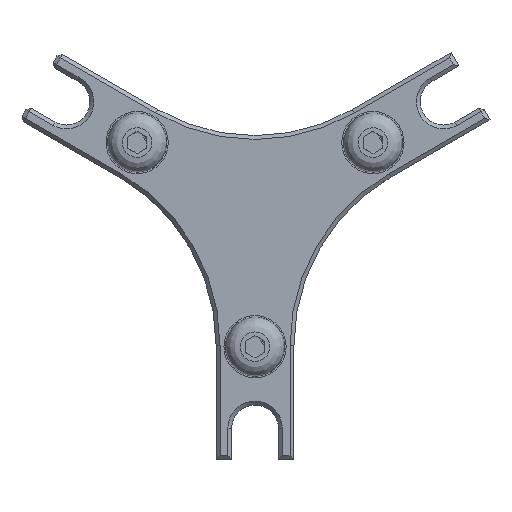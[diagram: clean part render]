
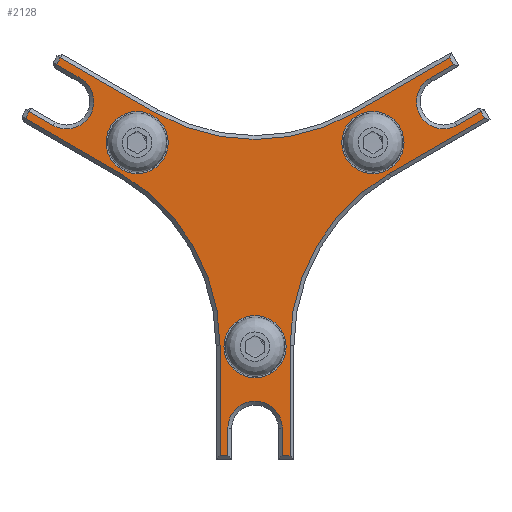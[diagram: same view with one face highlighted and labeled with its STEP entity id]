
A CAD part, top view. The second image highlights one B-rep face of the part: STEP entity #2128.
In plain terms, the highlighted planar face has unit normal (0, 0, 1).
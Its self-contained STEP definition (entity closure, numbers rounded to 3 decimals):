
#86=FACE_BOUND('',#851,.T.);
#87=FACE_BOUND('',#852,.T.);
#88=FACE_BOUND('',#853,.T.);
#169=PLANE('',#2386);
#208=LINE('',#3243,#415);
#210=LINE('',#3247,#417);
#228=LINE('',#3287,#435);
#231=LINE('',#3296,#438);
#246=LINE('',#3326,#453);
#280=LINE('',#3402,#487);
#284=LINE('',#3412,#491);
#290=LINE('',#3424,#497);
#294=LINE('',#3433,#501);
#298=LINE('',#3443,#505);
#300=LINE('',#3448,#507);
#303=LINE('',#3454,#510);
#306=LINE('',#3463,#513);
#309=LINE('',#3469,#516);
#316=LINE('',#3484,#523);
#319=LINE('',#3493,#526);
#331=LINE('',#3520,#538);
#341=LINE('',#3547,#548);
#415=VECTOR('',#2555,10.);
#417=VECTOR('',#2559,10.);
#435=VECTOR('',#2595,10.);
#438=VECTOR('',#2606,10.);
#453=VECTOR('',#2633,10.);
#487=VECTOR('',#2703,10.);
#491=VECTOR('',#2715,10.);
#497=VECTOR('',#2727,10.);
#501=VECTOR('',#2733,10.);
#505=VECTOR('',#2745,10.);
#507=VECTOR('',#2749,10.);
#510=VECTOR('',#2754,10.);
#513=VECTOR('',#2765,10.);
#516=VECTOR('',#2770,10.);
#523=VECTOR('',#2781,10.);
#526=VECTOR('',#2792,10.);
#538=VECTOR('',#2818,10.);
#548=VECTOR('',#2846,10.);
#715=FACE_OUTER_BOUND('',#850,.T.);
#850=EDGE_LOOP('',(#1857,#1858,#1859,#1860,#1861,#1862,#1863,#1864,#1865,
#1866,#1867,#1868,#1869,#1870,#1871,#1872,#1873,#1874,#1875,#1876,#1877,
#1878,#1879,#1880));
#851=EDGE_LOOP('',(#1881,#1882));
#852=EDGE_LOOP('',(#1883,#1884));
#853=EDGE_LOOP('',(#1885,#1886));
#914=CIRCLE('',#2292,25.5);
#920=CIRCLE('',#2320,3.5);
#922=CIRCLE('',#2328,25.5);
#924=CIRCLE('',#2334,3.5);
#926=CIRCLE('',#2341,25.5);
#932=CIRCLE('',#2357,3.5);
#939=CIRCLE('',#2387,4.);
#940=CIRCLE('',#2388,4.);
#941=CIRCLE('',#2389,4.);
#942=CIRCLE('',#2390,4.);
#943=CIRCLE('',#2391,4.);
#944=CIRCLE('',#2392,4.);
#1006=VERTEX_POINT('',#3240);
#1007=VERTEX_POINT('',#3242);
#1008=VERTEX_POINT('',#3246);
#1018=VERTEX_POINT('',#3275);
#1021=VERTEX_POINT('',#3285);
#1023=VERTEX_POINT('',#3291);
#1031=VERTEX_POINT('',#3317);
#1041=VERTEX_POINT('',#3352);
#1053=VERTEX_POINT('',#3390);
#1056=VERTEX_POINT('',#3400);
#1058=VERTEX_POINT('',#3406);
#1060=VERTEX_POINT('',#3415);
#1064=VERTEX_POINT('',#3430);
#1065=VERTEX_POINT('',#3432);
#1067=VERTEX_POINT('',#3437);
#1069=VERTEX_POINT('',#3447);
#1071=VERTEX_POINT('',#3452);
#1073=VERTEX_POINT('',#3458);
#1075=VERTEX_POINT('',#3468);
#1080=VERTEX_POINT('',#3481);
#1081=VERTEX_POINT('',#3483);
#1083=VERTEX_POINT('',#3488);
#1091=VERTEX_POINT('',#3519);
#1099=VERTEX_POINT('',#3542);
#1109=VERTEX_POINT('',#3608);
#1110=VERTEX_POINT('',#3609);
#1111=VERTEX_POINT('',#3612);
#1112=VERTEX_POINT('',#3613);
#1113=VERTEX_POINT('',#3616);
#1114=VERTEX_POINT('',#3617);
#1196=EDGE_CURVE('',#1006,#1007,#208,.T.);
#1198=EDGE_CURVE('',#1007,#1008,#210,.T.);
#1218=EDGE_CURVE('',#1021,#1018,#228,.T.);
#1221=EDGE_CURVE('',#1023,#1021,#914,.T.);
#1223=EDGE_CURVE('',#1008,#1023,#231,.T.);
#1238=EDGE_CURVE('',#1018,#1031,#246,.T.);
#1276=EDGE_CURVE('',#1056,#1053,#280,.T.);
#1279=EDGE_CURVE('',#1058,#1056,#920,.T.);
#1282=EDGE_CURVE('',#1031,#1058,#284,.T.);
#1288=EDGE_CURVE('',#1053,#1060,#290,.T.);
#1292=EDGE_CURVE('',#1064,#1065,#294,.T.);
#1295=EDGE_CURVE('',#1067,#1064,#922,.T.);
#1298=EDGE_CURVE('',#1060,#1067,#298,.T.);
#1300=EDGE_CURVE('',#1065,#1069,#300,.T.);
#1303=EDGE_CURVE('',#1071,#1041,#303,.T.);
#1306=EDGE_CURVE('',#1073,#1071,#924,.T.);
#1308=EDGE_CURVE('',#1069,#1073,#306,.T.);
#1311=EDGE_CURVE('',#1041,#1075,#309,.T.);
#1318=EDGE_CURVE('',#1080,#1081,#316,.T.);
#1321=EDGE_CURVE('',#1083,#1080,#926,.T.);
#1323=EDGE_CURVE('',#1075,#1083,#319,.T.);
#1337=EDGE_CURVE('',#1081,#1091,#331,.T.);
#1349=EDGE_CURVE('',#1099,#1006,#932,.T.);
#1351=EDGE_CURVE('',#1091,#1099,#341,.T.);
#1381=EDGE_CURVE('',#1109,#1110,#939,.T.);
#1382=EDGE_CURVE('',#1110,#1109,#940,.T.);
#1383=EDGE_CURVE('',#1111,#1112,#941,.T.);
#1384=EDGE_CURVE('',#1112,#1111,#942,.T.);
#1385=EDGE_CURVE('',#1113,#1114,#943,.T.);
#1386=EDGE_CURVE('',#1114,#1113,#944,.T.);
#1857=ORIENTED_EDGE('',*,*,#1318,.F.);
#1858=ORIENTED_EDGE('',*,*,#1321,.F.);
#1859=ORIENTED_EDGE('',*,*,#1323,.F.);
#1860=ORIENTED_EDGE('',*,*,#1311,.F.);
#1861=ORIENTED_EDGE('',*,*,#1303,.F.);
#1862=ORIENTED_EDGE('',*,*,#1306,.F.);
#1863=ORIENTED_EDGE('',*,*,#1308,.F.);
#1864=ORIENTED_EDGE('',*,*,#1300,.F.);
#1865=ORIENTED_EDGE('',*,*,#1292,.F.);
#1866=ORIENTED_EDGE('',*,*,#1295,.F.);
#1867=ORIENTED_EDGE('',*,*,#1298,.F.);
#1868=ORIENTED_EDGE('',*,*,#1288,.F.);
#1869=ORIENTED_EDGE('',*,*,#1276,.F.);
#1870=ORIENTED_EDGE('',*,*,#1279,.F.);
#1871=ORIENTED_EDGE('',*,*,#1282,.F.);
#1872=ORIENTED_EDGE('',*,*,#1238,.F.);
#1873=ORIENTED_EDGE('',*,*,#1218,.F.);
#1874=ORIENTED_EDGE('',*,*,#1221,.F.);
#1875=ORIENTED_EDGE('',*,*,#1223,.F.);
#1876=ORIENTED_EDGE('',*,*,#1198,.F.);
#1877=ORIENTED_EDGE('',*,*,#1196,.F.);
#1878=ORIENTED_EDGE('',*,*,#1349,.F.);
#1879=ORIENTED_EDGE('',*,*,#1351,.F.);
#1880=ORIENTED_EDGE('',*,*,#1337,.F.);
#1881=ORIENTED_EDGE('',*,*,#1381,.T.);
#1882=ORIENTED_EDGE('',*,*,#1382,.T.);
#1883=ORIENTED_EDGE('',*,*,#1383,.T.);
#1884=ORIENTED_EDGE('',*,*,#1384,.T.);
#1885=ORIENTED_EDGE('',*,*,#1385,.T.);
#1886=ORIENTED_EDGE('',*,*,#1386,.T.);
#2128=ADVANCED_FACE('',(#715,#86,#87,#88),#169,.T.);
#2292=AXIS2_PLACEMENT_3D('',#3293,#2600,#2601);
#2320=AXIS2_PLACEMENT_3D('',#3408,#2708,#2709);
#2328=AXIS2_PLACEMENT_3D('',#3439,#2738,#2739);
#2334=AXIS2_PLACEMENT_3D('',#3460,#2759,#2760);
#2341=AXIS2_PLACEMENT_3D('',#3490,#2786,#2787);
#2357=AXIS2_PLACEMENT_3D('',#3544,#2840,#2841);
#2386=AXIS2_PLACEMENT_3D('',#3607,#2923,#2924);
#2387=AXIS2_PLACEMENT_3D('',#3610,#2925,#2926);
#2388=AXIS2_PLACEMENT_3D('',#3611,#2927,#2928);
#2389=AXIS2_PLACEMENT_3D('',#3614,#2929,#2930);
#2390=AXIS2_PLACEMENT_3D('',#3615,#2931,#2932);
#2391=AXIS2_PLACEMENT_3D('',#3618,#2933,#2934);
#2392=AXIS2_PLACEMENT_3D('',#3619,#2935,#2936);
#2555=DIRECTION('',(0.5,-0.866,0.));
#2559=DIRECTION('',(-0.866,-0.5,0.));
#2595=DIRECTION('',(-1.,0.,0.));
#2600=DIRECTION('center_axis',(0.,0.,1.));
#2601=DIRECTION('ref_axis',(0.866,0.5,0.));
#2606=DIRECTION('',(-0.5,0.866,0.));
#2633=DIRECTION('',(0.,1.,0.));
#2703=DIRECTION('',(-1.,0.,0.));
#2708=DIRECTION('center_axis',(0.,0.,1.));
#2709=DIRECTION('ref_axis',(0.,-1.,0.));
#2715=DIRECTION('',(1.,0.,0.));
#2727=DIRECTION('',(0.,1.,0.));
#2733=DIRECTION('',(0.5,0.866,0.));
#2738=DIRECTION('center_axis',(0.,0.,1.));
#2739=DIRECTION('ref_axis',(0.,-1.,0.));
#2745=DIRECTION('',(1.,0.,0.));
#2749=DIRECTION('',(0.866,-0.5,0.));
#2754=DIRECTION('',(0.5,0.866,0.));
#2759=DIRECTION('center_axis',(0.,0.,1.));
#2760=DIRECTION('ref_axis',(-0.866,0.5,0.));
#2765=DIRECTION('',(-0.5,-0.866,0.));
#2770=DIRECTION('',(0.866,-0.5,0.));
#2781=DIRECTION('',(0.5,-0.866,0.));
#2786=DIRECTION('center_axis',(0.,0.,1.));
#2787=DIRECTION('ref_axis',(-0.866,0.5,0.));
#2792=DIRECTION('',(-0.5,-0.866,0.));
#2818=DIRECTION('',(-0.866,-0.5,0.));
#2840=DIRECTION('center_axis',(0.,0.,1.));
#2841=DIRECTION('ref_axis',(0.866,0.5,0.));
#2846=DIRECTION('',(-0.5,0.866,0.));
#2923=DIRECTION('center_axis',(0.,0.,1.));
#2924=DIRECTION('ref_axis',(1.,0.,0.));
#2925=DIRECTION('center_axis',(0.,0.,-1.));
#2926=DIRECTION('ref_axis',(1.,0.,0.));
#2927=DIRECTION('center_axis',(0.,0.,-1.));
#2928=DIRECTION('ref_axis',(1.,0.,0.));
#2929=DIRECTION('center_axis',(0.,0.,-1.));
#2930=DIRECTION('ref_axis',(1.,0.,0.));
#2931=DIRECTION('center_axis',(0.,0.,-1.));
#2932=DIRECTION('ref_axis',(1.,0.,0.));
#2933=DIRECTION('center_axis',(0.,0.,-1.));
#2934=DIRECTION('ref_axis',(1.,0.,0.));
#2935=DIRECTION('center_axis',(0.,0.,-1.));
#2936=DIRECTION('ref_axis',(1.,0.,0.));
#3240=CARTESIAN_POINT('',(10.969,-25.999,4.));
#3242=CARTESIAN_POINT('',(12.719,-29.03,4.));
#3243=CARTESIAN_POINT('',(4.969,-15.606,4.));
#3246=CARTESIAN_POINT('',(11.853,-29.53,4.));
#3247=CARTESIAN_POINT('',(13.585,-28.53,4.));
#3275=CARTESIAN_POINT('',(-31.5,-4.5,4.));
#3285=CARTESIAN_POINT('',(-17.321,-4.5,4.));
#3287=CARTESIAN_POINT('',(-16.,-4.5,4.));
#3291=CARTESIAN_POINT('',(4.763,-17.25,4.));
#3293=CARTESIAN_POINT('Origin',(-17.321,-30.,4.));
#3296=CARTESIAN_POINT('',(0.433,-9.75,4.));
#3317=CARTESIAN_POINT('',(-31.5,-3.5,4.));
#3326=CARTESIAN_POINT('',(-31.5,-1.5,4.));
#3352=CARTESIAN_POINT('',(18.781,25.53,4.));
#3390=CARTESIAN_POINT('',(-31.5,3.5,4.));
#3400=CARTESIAN_POINT('',(-28.,3.5,4.));
#3402=CARTESIAN_POINT('',(-16.,3.5,4.));
#3406=CARTESIAN_POINT('',(-28.,-3.5,4.));
#3408=CARTESIAN_POINT('Origin',(-28.,0.,4.));
#3412=CARTESIAN_POINT('',(-14.,-3.5,4.));
#3415=CARTESIAN_POINT('',(-31.5,4.5,4.));
#3424=CARTESIAN_POINT('',(-31.5,2.5,4.));
#3430=CARTESIAN_POINT('',(4.763,17.25,4.));
#3432=CARTESIAN_POINT('',(11.853,29.53,4.));
#3433=CARTESIAN_POINT('',(4.103,16.106,4.));
#3437=CARTESIAN_POINT('',(-17.321,4.5,4.));
#3439=CARTESIAN_POINT('Origin',(-17.321,30.,4.));
#3443=CARTESIAN_POINT('',(-8.66,4.5,4.));
#3447=CARTESIAN_POINT('',(12.719,29.03,4.));
#3448=CARTESIAN_POINT('',(14.451,28.03,4.));
#3452=CARTESIAN_POINT('',(17.031,22.499,4.));
#3454=CARTESIAN_POINT('',(11.031,12.106,4.));
#3458=CARTESIAN_POINT('',(10.969,25.999,4.));
#3460=CARTESIAN_POINT('Origin',(14.,24.249,4.));
#3463=CARTESIAN_POINT('',(3.969,13.874,4.));
#3468=CARTESIAN_POINT('',(19.647,25.03,4.));
#3469=CARTESIAN_POINT('',(17.915,26.03,4.));
#3481=CARTESIAN_POINT('',(12.557,-12.75,4.));
#3483=CARTESIAN_POINT('',(19.647,-25.03,4.));
#3484=CARTESIAN_POINT('',(11.897,-11.606,4.));
#3488=CARTESIAN_POINT('',(12.557,12.75,4.));
#3490=CARTESIAN_POINT('Origin',(34.641,0.,4.));
#3493=CARTESIAN_POINT('',(8.227,5.25,4.));
#3519=CARTESIAN_POINT('',(18.781,-25.53,4.));
#3520=CARTESIAN_POINT('',(17.049,-26.53,4.));
#3542=CARTESIAN_POINT('',(17.031,-22.499,4.));
#3544=CARTESIAN_POINT('Origin',(14.,-24.249,4.));
#3547=CARTESIAN_POINT('',(10.031,-10.374,4.));
#3607=CARTESIAN_POINT('Origin',(0.,0.,
4.));
#3608=CARTESIAN_POINT('',(12.75,15.155,4.));
#3609=CARTESIAN_POINT('',(4.75,15.155,4.));
#3610=CARTESIAN_POINT('Origin',(8.75,15.155,4.));
#3611=CARTESIAN_POINT('Origin',(8.75,15.155,4.));
#3612=CARTESIAN_POINT('',(-13.5,0.,4.));
#3613=CARTESIAN_POINT('',(-21.5,0.,4.));
#3614=CARTESIAN_POINT('Origin',(-17.5,0.,4.));
#3615=CARTESIAN_POINT('Origin',(-17.5,0.,4.));
#3616=CARTESIAN_POINT('',(12.75,-15.155,4.));
#3617=CARTESIAN_POINT('',(4.75,-15.155,4.));
#3618=CARTESIAN_POINT('Origin',(8.75,-15.155,4.));
#3619=CARTESIAN_POINT('Origin',(8.75,-15.155,4.));
